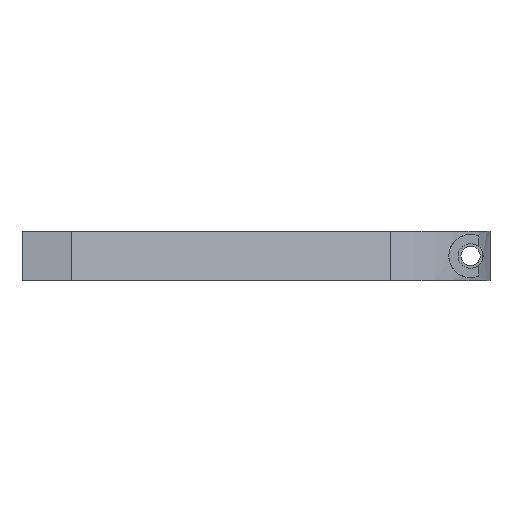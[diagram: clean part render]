
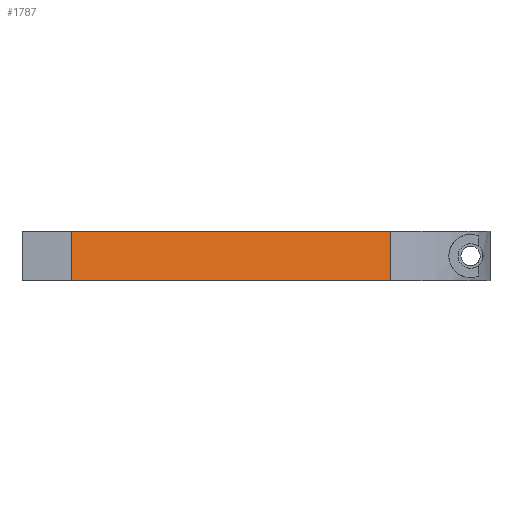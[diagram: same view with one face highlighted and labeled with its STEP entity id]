
A CAD part, front view. The second image highlights one B-rep face of the part: STEP entity #1787.
In plain terms, the highlighted planar face has unit normal (0.325, -0.946, 0).
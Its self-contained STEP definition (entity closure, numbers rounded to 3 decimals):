
#22 = EDGE_CURVE ( 'NONE', #496, #701, #748, .T. ) ;
#74 = ORIENTED_EDGE ( 'NONE', *, *, #1003, .F. ) ;
#136 = VERTEX_POINT ( 'NONE', #832 ) ;
#157 = CARTESIAN_POINT ( 'NONE',  ( -211.469, 46.305, 12.7 ) ) ;
#225 = LINE ( 'NONE', #512, #295 ) ;
#239 = VECTOR ( 'NONE', #1757, 1000. ) ;
#274 = DIRECTION ( 'NONE',  ( 0.946, 0.325, 0. ) ) ;
#280 = PLANE ( 'NONE',  #1779 ) ;
#295 = VECTOR ( 'NONE', #805, 1000. ) ;
#337 = CARTESIAN_POINT ( 'NONE',  ( -211.469, 46.305, 12.7 ) ) ;
#368 = CARTESIAN_POINT ( 'NONE',  ( -211.469, 46.305, 0. ) ) ;
#439 = LINE ( 'NONE', #1540, #829 ) ;
#496 = VERTEX_POINT ( 'NONE', #157 ) ;
#512 = CARTESIAN_POINT ( 'NONE',  ( -129.247, 74.571, 12.7 ) ) ;
#678 = VECTOR ( 'NONE', #1291, 1000. ) ;
#701 = VERTEX_POINT ( 'NONE', #368 ) ;
#721 = ORIENTED_EDGE ( 'NONE', *, *, #1128, .T. ) ;
#748 = LINE ( 'NONE', #337, #678 ) ;
#795 = ORIENTED_EDGE ( 'NONE', *, *, #22, .T. ) ;
#805 = DIRECTION ( 'NONE',  ( 0., 0., -1. ) ) ;
#829 = VECTOR ( 'NONE', #1270, 1000. ) ;
#832 = CARTESIAN_POINT ( 'NONE',  ( -129.247, 74.571, 12.7 ) ) ;
#971 = CARTESIAN_POINT ( 'NONE',  ( -129.247, 74.571, 12.7 ) ) ;
#1000 = ORIENTED_EDGE ( 'NONE', *, *, #1142, .F. ) ;
#1003 = EDGE_CURVE ( 'NONE', #1459, #701, #439, .T. ) ;
#1128 = EDGE_CURVE ( 'NONE', #136, #496, #1312, .T. ) ;
#1142 = EDGE_CURVE ( 'NONE', #136, #1459, #225, .T. ) ;
#1250 = CARTESIAN_POINT ( 'NONE',  ( -129.247, 74.571, 0. ) ) ;
#1270 = DIRECTION ( 'NONE',  ( -0.946, -0.325, 0. ) ) ;
#1291 = DIRECTION ( 'NONE',  ( 0., 0., -1. ) ) ;
#1312 = LINE ( 'NONE', #1680, #239 ) ;
#1459 = VERTEX_POINT ( 'NONE', #1250 ) ;
#1518 = DIRECTION ( 'NONE',  ( 0.325, -0.946, 0. ) ) ;
#1540 = CARTESIAN_POINT ( 'NONE',  ( -129.247, 74.571, 0. ) ) ;
#1635 = FACE_OUTER_BOUND ( 'NONE', #1751, .T. ) ;
#1680 = CARTESIAN_POINT ( 'NONE',  ( -129.247, 74.571, 12.7 ) ) ;
#1751 = EDGE_LOOP ( 'NONE', ( #74, #1000, #721, #795 ) ) ;
#1757 = DIRECTION ( 'NONE',  ( -0.946, -0.325, 0. ) ) ;
#1779 = AXIS2_PLACEMENT_3D ( 'NONE', #971, #1518, #274 ) ;
#1787 = ADVANCED_FACE ( 'NONE', ( #1635 ), #280, .T. ) ;
